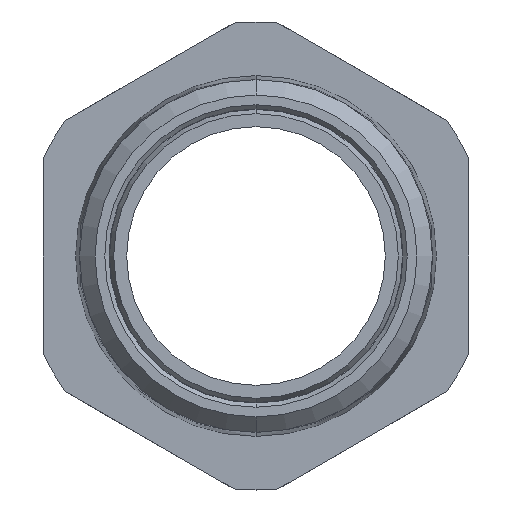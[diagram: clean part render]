
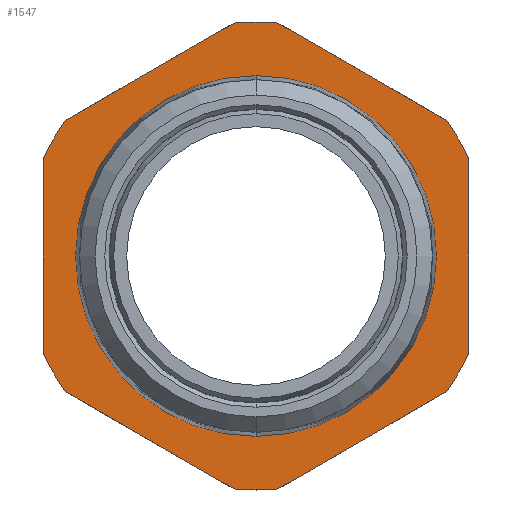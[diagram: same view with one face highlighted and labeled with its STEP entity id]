
A CAD part, left-side view. The second image highlights one B-rep face of the part: STEP entity #1547.
In plain terms, the highlighted planar face has unit normal (-1, 0, 0).
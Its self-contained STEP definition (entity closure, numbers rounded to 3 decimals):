
#51 = CARTESIAN_POINT ( 'NONE',  ( 25.9, -25., 11.456 ) ) ;
#54 = CARTESIAN_POINT ( 'NONE',  ( 25.9, -22.422, 15.922 ) ) ;
#110 = CIRCLE ( 'NONE', #2489, 27.5 ) ;
#135 = CARTESIAN_POINT ( 'NONE',  ( 25.9, 0., 27.5 ) ) ;
#147 = EDGE_CURVE ( 'NONE', #386, #2429, #1378, .T. ) ;
#170 = DIRECTION ( 'NONE',  ( 0., 0., -1. ) ) ;
#175 = AXIS2_PLACEMENT_3D ( 'NONE', #362, #355, #349 ) ;
#191 = CIRCLE ( 'NONE', #1166, 27.5 ) ;
#228 = CARTESIAN_POINT ( 'NONE',  ( 25.9, -25., 14.434 ) ) ;
#234 = ORIENTED_EDGE ( 'NONE', *, *, #147, .T. ) ;
#282 = AXIS2_PLACEMENT_3D ( 'NONE', #1119, #1117, #1109 ) ;
#294 = EDGE_CURVE ( 'NONE', #1393, #2527, #1215, .T. ) ;
#317 = DIRECTION ( 'NONE',  ( 0., 0.866, 0.5 ) ) ;
#329 = CARTESIAN_POINT ( 'NONE',  ( 25.9, 0., -21.2 ) ) ;
#349 = DIRECTION ( 'NONE',  ( 0., 0., -1. ) ) ;
#355 = DIRECTION ( 'NONE',  ( 1., 0., 0. ) ) ;
#362 = CARTESIAN_POINT ( 'NONE',  ( 25.9, 0., 0. ) ) ;
#382 = DIRECTION ( 'NONE',  ( 1., 0., 0. ) ) ;
#386 = VERTEX_POINT ( 'NONE', #1561 ) ;
#389 = CARTESIAN_POINT ( 'NONE',  ( 25.9, 0., 28.868 ) ) ;
#478 = CIRCLE ( 'NONE', #175, 27.5 ) ;
#502 = DIRECTION ( 'NONE',  ( 0., -0.866, 0.5 ) ) ;
#503 = EDGE_CURVE ( 'NONE', #1123, #2782, #957, .T. ) ;
#509 = EDGE_CURVE ( 'NONE', #1005, #2697, #991, .T. ) ;
#519 = VERTEX_POINT ( 'NONE', #1245 ) ;
#524 = CARTESIAN_POINT ( 'NONE',  ( 25.9, 0., -28.868 ) ) ;
#529 = EDGE_CURVE ( 'NONE', #2697, #1005, #962, .T. ) ;
#547 = VECTOR ( 'NONE', #502, 1000. ) ;
#557 = CARTESIAN_POINT ( 'NONE',  ( 25.9, -22.422, -15.922 ) ) ;
#561 = ORIENTED_EDGE ( 'NONE', *, *, #1333, .F. ) ;
#565 = ORIENTED_EDGE ( 'NONE', *, *, #764, .T. ) ;
#585 = LINE ( 'NONE', #524, #547 ) ;
#609 = VERTEX_POINT ( 'NONE', #1046 ) ;
#617 = EDGE_CURVE ( 'NONE', #609, #1500, #809, .T. ) ;
#703 = VECTOR ( 'NONE', #774, 1000. ) ;
#706 = LINE ( 'NONE', #776, #703 ) ;
#764 = EDGE_CURVE ( 'NONE', #1573, #2782, #706, .T. ) ;
#774 = DIRECTION ( 'NONE',  ( 0., 0., 1. ) ) ;
#776 = CARTESIAN_POINT ( 'NONE',  ( 25.9, -25., -14.434 ) ) ;
#809 = CIRCLE ( 'NONE', #2161, 27.5 ) ;
#827 = CARTESIAN_POINT ( 'NONE',  ( 25.9, 25., 11.456 ) ) ;
#853 = CARTESIAN_POINT ( 'NONE',  ( 25.9, 0., 0. ) ) ;
#866 = ORIENTED_EDGE ( 'NONE', *, *, #2265, .T. ) ;
#875 = EDGE_CURVE ( 'NONE', #2127, #2711, #585, .T. ) ;
#888 = CIRCLE ( 'NONE', #2663, 27.5 ) ;
#934 = ORIENTED_EDGE ( 'NONE', *, *, #1250, .F. ) ;
#957 = CIRCLE ( 'NONE', #1085, 27.5 ) ;
#962 = CIRCLE ( 'NONE', #1413, 21.2 ) ;
#974 = CARTESIAN_POINT ( 'NONE',  ( 25.9, -2.578, 27.379 ) ) ;
#983 = EDGE_CURVE ( 'NONE', #386, #2527, #478, .T. ) ;
#987 = DIRECTION ( 'NONE',  ( 0., 0., -1. ) ) ;
#989 = DIRECTION ( 'NONE',  ( 1., 0., 0. ) ) ;
#991 = CIRCLE ( 'NONE', #1247, 21.2 ) ;
#994 = CARTESIAN_POINT ( 'NONE',  ( 25.9, 0., 0. ) ) ;
#1005 = VERTEX_POINT ( 'NONE', #329 ) ;
#1046 = CARTESIAN_POINT ( 'NONE',  ( 25.9, 2.578, 27.379 ) ) ;
#1085 = AXIS2_PLACEMENT_3D ( 'NONE', #1287, #1286, #1282 ) ;
#1098 = DIRECTION ( 'NONE',  ( 0., 0.866, -0.5 ) ) ;
#1099 = CARTESIAN_POINT ( 'NONE',  ( 25.9, -2.578, -27.379 ) ) ;
#1103 = DIRECTION ( 'NONE',  ( 1., 0., 0. ) ) ;
#1109 = DIRECTION ( 'NONE',  ( 0., 0., -1. ) ) ;
#1117 = DIRECTION ( 'NONE',  ( 1., 0., 0. ) ) ;
#1119 = CARTESIAN_POINT ( 'NONE',  ( 25.9, 0., 0. ) ) ;
#1123 = VERTEX_POINT ( 'NONE', #54 ) ;
#1166 = AXIS2_PLACEMENT_3D ( 'NONE', #2056, #2044, #2598 ) ;
#1190 = VECTOR ( 'NONE', #1781, 1000. ) ;
#1197 = DIRECTION ( 'NONE',  ( 0., 0., -1. ) ) ;
#1202 = DIRECTION ( 'NONE',  ( 1., 0., 0. ) ) ;
#1210 = CARTESIAN_POINT ( 'NONE',  ( 25.9, 0., 0. ) ) ;
#1215 = LINE ( 'NONE', #1782, #1190 ) ;
#1238 = DIRECTION ( 'NONE',  ( 0., 0., -1. ) ) ;
#1240 = DIRECTION ( 'NONE',  ( 1., 0., 0. ) ) ;
#1242 = CARTESIAN_POINT ( 'NONE',  ( 25.9, 0., 0. ) ) ;
#1245 = CARTESIAN_POINT ( 'NONE',  ( 25.9, 22.422, 15.922 ) ) ;
#1247 = AXIS2_PLACEMENT_3D ( 'NONE', #1242, #1240, #1238 ) ;
#1250 = EDGE_CURVE ( 'NONE', #1500, #2101, #191, .T. ) ;
#1259 = CARTESIAN_POINT ( 'NONE',  ( 25.9, 0., 21.2 ) ) ;
#1266 = VECTOR ( 'NONE', #2034, 1000. ) ;
#1282 = DIRECTION ( 'NONE',  ( 0., 0., -1. ) ) ;
#1286 = DIRECTION ( 'NONE',  ( 1., 0., 0. ) ) ;
#1287 = CARTESIAN_POINT ( 'NONE',  ( 25.9, 0., 0. ) ) ;
#1307 = ORIENTED_EDGE ( 'NONE', *, *, #1501, .T. ) ;
#1333 = EDGE_CURVE ( 'NONE', #1573, #2711, #110, .T. ) ;
#1378 = LINE ( 'NONE', #2070, #1266 ) ;
#1393 = VERTEX_POINT ( 'NONE', #827 ) ;
#1400 = CARTESIAN_POINT ( 'NONE',  ( 25.9, 2.578, -27.379 ) ) ;
#1413 = AXIS2_PLACEMENT_3D ( 'NONE', #1210, #1202, #1197 ) ;
#1500 = VERTEX_POINT ( 'NONE', #135 ) ;
#1501 = EDGE_CURVE ( 'NONE', #609, #519, #2749, .T. ) ;
#1514 = DIRECTION ( 'NONE',  ( 0., 0., -1. ) ) ;
#1535 = VECTOR ( 'NONE', #317, 1000. ) ;
#1539 = LINE ( 'NONE', #228, #1535 ) ;
#1544 = EDGE_LOOP ( 'NONE', ( #2670, #2136, #234, #2376, #1756, #561, #565, #2119, #866, #934, #2458, #1307, #1907 ) ) ;
#1547 = ADVANCED_FACE ( 'NONE', ( #2693, #2619 ), #2706, .F. ) ;
#1561 = CARTESIAN_POINT ( 'NONE',  ( 25.9, 22.422, -15.922 ) ) ;
#1573 = VERTEX_POINT ( 'NONE', #2631 ) ;
#1673 = EDGE_LOOP ( 'NONE', ( #2662, #2320 ) ) ;
#1683 = CARTESIAN_POINT ( 'NONE',  ( 25.9, 25., -11.456 ) ) ;
#1721 = CARTESIAN_POINT ( 'NONE',  ( 25.9, 0., 0. ) ) ;
#1756 = ORIENTED_EDGE ( 'NONE', *, *, #875, .T. ) ;
#1781 = DIRECTION ( 'NONE',  ( 0., 0., -1. ) ) ;
#1782 = CARTESIAN_POINT ( 'NONE',  ( 25.9, 25., 14.434 ) ) ;
#1879 = AXIS2_PLACEMENT_3D ( 'NONE', #2729, #2733, #2684 ) ;
#1907 = ORIENTED_EDGE ( 'NONE', *, *, #2609, .F. ) ;
#1971 = CIRCLE ( 'NONE', #282, 27.5 ) ;
#2025 = EDGE_CURVE ( 'NONE', #2127, #2429, #1971, .T. ) ;
#2034 = DIRECTION ( 'NONE',  ( 0., -0.866, -0.5 ) ) ;
#2044 = DIRECTION ( 'NONE',  ( 1., 0., 0. ) ) ;
#2056 = CARTESIAN_POINT ( 'NONE',  ( 25.9, 0., 0. ) ) ;
#2070 = CARTESIAN_POINT ( 'NONE',  ( 25.9, 25., -14.434 ) ) ;
#2101 = VERTEX_POINT ( 'NONE', #974 ) ;
#2119 = ORIENTED_EDGE ( 'NONE', *, *, #503, .F. ) ;
#2127 = VERTEX_POINT ( 'NONE', #1099 ) ;
#2136 = ORIENTED_EDGE ( 'NONE', *, *, #983, .F. ) ;
#2161 = AXIS2_PLACEMENT_3D ( 'NONE', #994, #989, #987 ) ;
#2265 = EDGE_CURVE ( 'NONE', #1123, #2101, #1539, .T. ) ;
#2320 = ORIENTED_EDGE ( 'NONE', *, *, #529, .T. ) ;
#2376 = ORIENTED_EDGE ( 'NONE', *, *, #2025, .F. ) ;
#2429 = VERTEX_POINT ( 'NONE', #1400 ) ;
#2458 = ORIENTED_EDGE ( 'NONE', *, *, #617, .F. ) ;
#2489 = AXIS2_PLACEMENT_3D ( 'NONE', #1721, #1103, #170 ) ;
#2527 = VERTEX_POINT ( 'NONE', #1683 ) ;
#2598 = DIRECTION ( 'NONE',  ( 0., 0., -1. ) ) ;
#2609 = EDGE_CURVE ( 'NONE', #1393, #519, #888, .T. ) ;
#2619 = FACE_BOUND ( 'NONE', #1673, .T. ) ;
#2631 = CARTESIAN_POINT ( 'NONE',  ( 25.9, -25., -11.456 ) ) ;
#2662 = ORIENTED_EDGE ( 'NONE', *, *, #509, .T. ) ;
#2663 = AXIS2_PLACEMENT_3D ( 'NONE', #853, #382, #1514 ) ;
#2670 = ORIENTED_EDGE ( 'NONE', *, *, #294, .T. ) ;
#2684 = DIRECTION ( 'NONE',  ( 0., 0., -1. ) ) ;
#2693 = FACE_OUTER_BOUND ( 'NONE', #1544, .T. ) ;
#2697 = VERTEX_POINT ( 'NONE', #1259 ) ;
#2706 = PLANE ( 'NONE',  #1879 ) ;
#2711 = VERTEX_POINT ( 'NONE', #557 ) ;
#2722 = VECTOR ( 'NONE', #1098, 1000. ) ;
#2729 = CARTESIAN_POINT ( 'NONE',  ( 25.9, 21.2, 0. ) ) ;
#2733 = DIRECTION ( 'NONE',  ( 1., 0., 0. ) ) ;
#2749 = LINE ( 'NONE', #389, #2722 ) ;
#2782 = VERTEX_POINT ( 'NONE', #51 ) ;
